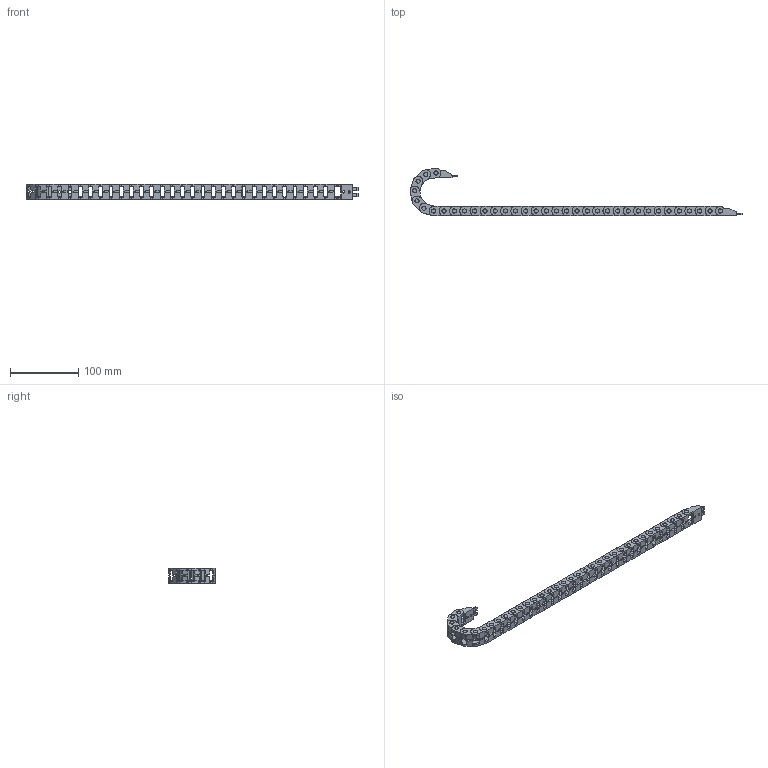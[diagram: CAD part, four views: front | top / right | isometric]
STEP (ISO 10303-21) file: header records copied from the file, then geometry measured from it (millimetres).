
FILE_DESCRIPTION (( 'STEP AP214' ), '1' );
FILE_NAME ('CDC-04X06R11T.STEP', '2024-12-06T11:18:32', ( '' ), ( '' ), 'SwSTEP 2.0', 'SolidWorks 2024', '' );
FILE_SCHEMA (( 'AUTOMOTIVE_DESIGN' ));
Length unit declared in the file: inch
Products named in the file (1): CDC-04X06R11T
Bounding box: 486.91 x 69.71 x 22.7 mm (x, y, z)
Volume: 65024.1 mm3; surface area: 91298.1 mm2
Topology: 36 solids, 36 shells, 2455 faces, 6931 edges, 4618 vertices
Faces by surface type: plane 1666, cylinder 785, cone 4
Full cylindrical faces by diameter (mm): 3.2 x4, 6 x70, 6.15 x68, 6.2 x2
Entity records: 79713 total; most frequent: CARTESIAN_POINT 14061, DIRECTION 13691, ORIENTED_EDGE 13566, EDGE_CURVE 6783, LINE 4651, VECTOR 4651, VERTEX_POINT 4618, AXIS2_PLACEMENT_3D 4520
